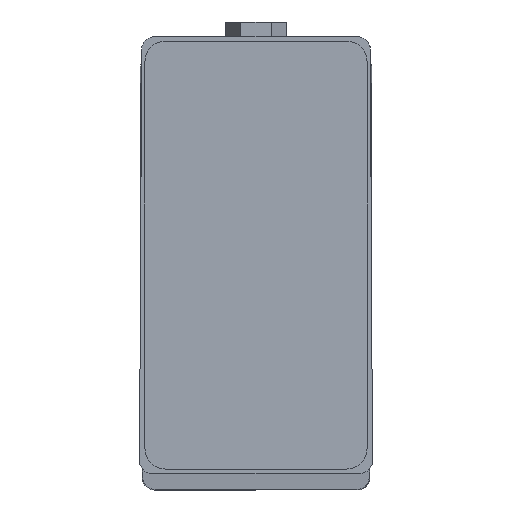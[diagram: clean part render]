
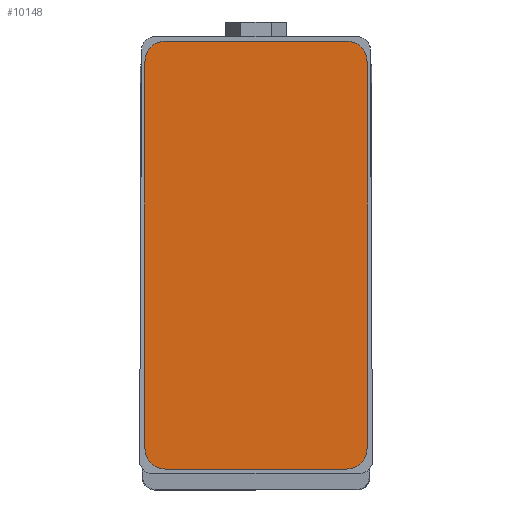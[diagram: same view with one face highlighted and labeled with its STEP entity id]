
A CAD part, front view. The second image highlights one B-rep face of the part: STEP entity #10148.
In plain terms, the highlighted planar face has unit normal (0, -1, 0).
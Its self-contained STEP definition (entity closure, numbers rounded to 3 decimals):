
#601 = EDGE_LOOP ( 'NONE', ( #10781, #10782, #10783, #10784, #10785, #10786, #10787, #10788 ) ) ;
#1233 = LINE ( 'NONE', #3242, #1262 ) ;
#1261 = CIRCLE ( 'NONE', #11259, 5. ) ;
#1262 = VECTOR ( 'NONE', #3248, 1000. ) ;
#1265 = LINE ( 'NONE', #3254, #1271 ) ;
#1268 = CIRCLE ( 'NONE', #11260, 5. ) ;
#1271 = VECTOR ( 'NONE', #3259, 1000. ) ;
#1272 = LINE ( 'NONE', #3263, #1278 ) ;
#1275 = CIRCLE ( 'NONE', #11261, 5. ) ;
#1278 = VECTOR ( 'NONE', #3268, 1000. ) ;
#1279 = LINE ( 'NONE', #3273, #1285 ) ;
#1284 = CIRCLE ( 'NONE', #11262, 5. ) ;
#1285 = VECTOR ( 'NONE', #3278, 1000. ) ;
#3242 = CARTESIAN_POINT ( 'NONE',  ( 0., -13., 104.227 ) ) ;
#3248 = DIRECTION ( 'NONE',  ( 1., 0., 0. ) ) ;
#3254 = CARTESIAN_POINT ( 'NONE',  ( -27., -13., 0. ) ) ;
#3255 = CARTESIAN_POINT ( 'NONE',  ( -22., -13., 99.227 ) ) ;
#3256 = DIRECTION ( 'NONE',  ( 0., 1., 0. ) ) ;
#3257 = DIRECTION ( 'NONE',  ( 0., 0., 1. ) ) ;
#3259 = DIRECTION ( 'NONE',  ( 0., 0., 1. ) ) ;
#3263 = CARTESIAN_POINT ( 'NONE',  ( 0., -13., 0.227 ) ) ;
#3264 = CARTESIAN_POINT ( 'NONE',  ( -22., -13., 5.227 ) ) ;
#3265 = DIRECTION ( 'NONE',  ( 0., 1., 0. ) ) ;
#3266 = DIRECTION ( 'NONE',  ( 0., 0., 1. ) ) ;
#3268 = DIRECTION ( 'NONE',  ( -1., 0., 0. ) ) ;
#3273 = CARTESIAN_POINT ( 'NONE',  ( 27., -13., 0. ) ) ;
#3274 = CARTESIAN_POINT ( 'NONE',  ( 22., -13., 5.227 ) ) ;
#3275 = DIRECTION ( 'NONE',  ( 0., 1., 0. ) ) ;
#3276 = DIRECTION ( 'NONE',  ( 0., 0., 1. ) ) ;
#3278 = DIRECTION ( 'NONE',  ( 0., 0., -1. ) ) ;
#3281 = CARTESIAN_POINT ( 'NONE',  ( 22., -13., 99.227 ) ) ;
#3282 = DIRECTION ( 'NONE',  ( 0., 1., 0. ) ) ;
#3283 = DIRECTION ( 'NONE',  ( 0., 0., 1. ) ) ;
#5616 = AXIS2_PLACEMENT_3D ( 'NONE', #6341, #6342, #6343 ) ;
#5807 = FACE_OUTER_BOUND ( 'NONE', #601, .T. ) ;
#6322 = PLANE ( 'NONE',  #5616 ) ;
#6341 = CARTESIAN_POINT ( 'NONE',  ( 22., -13., 99.227 ) ) ;
#6342 = DIRECTION ( 'NONE',  ( 0., 1., 0. ) ) ;
#6343 = DIRECTION ( 'NONE',  ( 0., 0., 1. ) ) ;
#8023 = CARTESIAN_POINT ( 'NONE',  ( -22., -13., 104.227 ) ) ;
#8024 = CARTESIAN_POINT ( 'NONE',  ( -27., -13., 99.227 ) ) ;
#8030 = CARTESIAN_POINT ( 'NONE',  ( -27., -13., 5.227 ) ) ;
#8031 = CARTESIAN_POINT ( 'NONE',  ( 22., -13., 104.227 ) ) ;
#8033 = CARTESIAN_POINT ( 'NONE',  ( -22., -13., 0.227 ) ) ;
#8034 = CARTESIAN_POINT ( 'NONE',  ( 22., -13., 0.227 ) ) ;
#8035 = CARTESIAN_POINT ( 'NONE',  ( 27., -13., 5.227 ) ) ;
#8036 = CARTESIAN_POINT ( 'NONE',  ( 27., -13., 99.227 ) ) ;
#8799 = EDGE_CURVE ( 'NONE', #11687, #11695, #1233, .T. ) ;
#8802 = EDGE_CURVE ( 'NONE', #11688, #11687, #1261, .T. ) ;
#8805 = EDGE_CURVE ( 'NONE', #11694, #11688, #1265, .T. ) ;
#8809 = EDGE_CURVE ( 'NONE', #11697, #11694, #1268, .T. ) ;
#8813 = EDGE_CURVE ( 'NONE', #11698, #11697, #1272, .T. ) ;
#8815 = EDGE_CURVE ( 'NONE', #11699, #11698, #1275, .T. ) ;
#8817 = EDGE_CURVE ( 'NONE', #11700, #11699, #1279, .T. ) ;
#8818 = EDGE_CURVE ( 'NONE', #11695, #11700, #1284, .T. ) ;
#10148 = ADVANCED_FACE ( 'NONE', ( #5807 ), #6322, .F. ) ;
#10781 = ORIENTED_EDGE ( 'NONE', *, *, #8799, .F. ) ;
#10782 = ORIENTED_EDGE ( 'NONE', *, *, #8802, .F. ) ;
#10783 = ORIENTED_EDGE ( 'NONE', *, *, #8805, .F. ) ;
#10784 = ORIENTED_EDGE ( 'NONE', *, *, #8809, .F. ) ;
#10785 = ORIENTED_EDGE ( 'NONE', *, *, #8813, .F. ) ;
#10786 = ORIENTED_EDGE ( 'NONE', *, *, #8815, .F. ) ;
#10787 = ORIENTED_EDGE ( 'NONE', *, *, #8817, .F. ) ;
#10788 = ORIENTED_EDGE ( 'NONE', *, *, #8818, .F. ) ;
#11259 = AXIS2_PLACEMENT_3D ( 'NONE', #3255, #3256, #3257 ) ;
#11260 = AXIS2_PLACEMENT_3D ( 'NONE', #3264, #3265, #3266 ) ;
#11261 = AXIS2_PLACEMENT_3D ( 'NONE', #3274, #3275, #3276 ) ;
#11262 = AXIS2_PLACEMENT_3D ( 'NONE', #3281, #3282, #3283 ) ;
#11687 = VERTEX_POINT ( 'NONE', #8023 ) ;
#11688 = VERTEX_POINT ( 'NONE', #8024 ) ;
#11694 = VERTEX_POINT ( 'NONE', #8030 ) ;
#11695 = VERTEX_POINT ( 'NONE', #8031 ) ;
#11697 = VERTEX_POINT ( 'NONE', #8033 ) ;
#11698 = VERTEX_POINT ( 'NONE', #8034 ) ;
#11699 = VERTEX_POINT ( 'NONE', #8035 ) ;
#11700 = VERTEX_POINT ( 'NONE', #8036 ) ;
